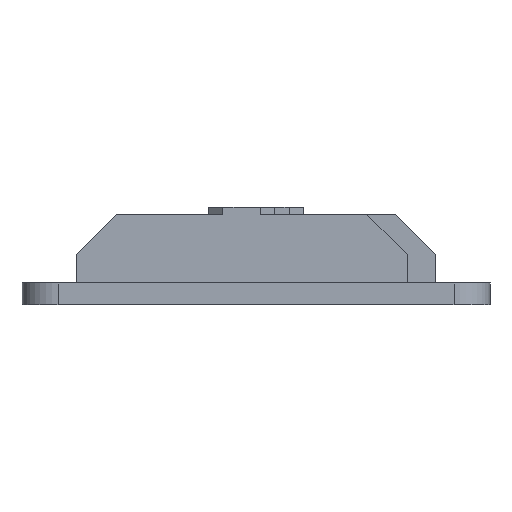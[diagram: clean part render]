
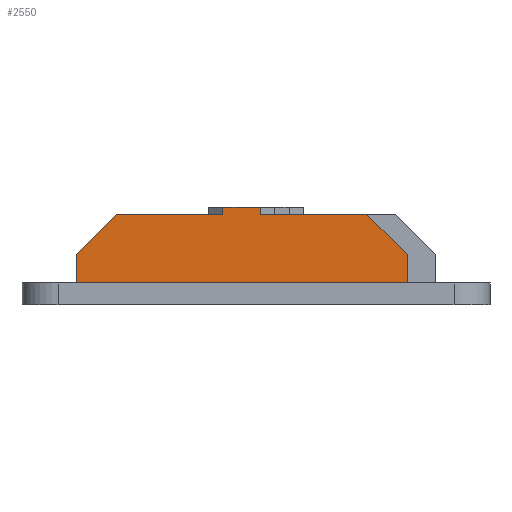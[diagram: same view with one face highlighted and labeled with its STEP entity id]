
A CAD part, front view. The second image highlights one B-rep face of the part: STEP entity #2550.
In plain terms, the highlighted planar face has unit normal (0, -1, 0).
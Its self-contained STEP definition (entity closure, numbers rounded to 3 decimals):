
#152=FACE_OUTER_BOUND('',#293,.T.);
#293=EDGE_LOOP('',(#2059,#2060,#2061,#2062,#2063,#2064,#2065,#2066,#2067,
#2068));
#366=LINE('',#3456,#702);
#426=LINE('',#3575,#762);
#428=LINE('',#3580,#764);
#435=LINE('',#3594,#771);
#474=LINE('',#3674,#810);
#476=LINE('',#3677,#812);
#582=LINE('',#3894,#918);
#583=LINE('',#3896,#919);
#584=LINE('',#3898,#920);
#585=LINE('',#3899,#921);
#702=VECTOR('',#2791,10.);
#762=VECTOR('',#2865,10.);
#764=VECTOR('',#2871,10.);
#771=VECTOR('',#2882,10.);
#810=VECTOR('',#2961,10.);
#812=VECTOR('',#2965,10.);
#918=VECTOR('',#3173,10.);
#919=VECTOR('',#3174,10.);
#920=VECTOR('',#3175,10.);
#921=VECTOR('',#3176,10.);
#1037=VERTEX_POINT('',#3453);
#1038=VERTEX_POINT('',#3455);
#1090=VERTEX_POINT('',#3573);
#1091=VERTEX_POINT('',#3579);
#1095=VERTEX_POINT('',#3591);
#1096=VERTEX_POINT('',#3593);
#1117=VERTEX_POINT('',#3673);
#1177=VERTEX_POINT('',#3893);
#1178=VERTEX_POINT('',#3895);
#1179=VERTEX_POINT('',#3897);
#1274=EDGE_CURVE('',#1038,#1037,#366,.F.);
#1334=EDGE_CURVE('',#1090,#1037,#426,.T.);
#1336=EDGE_CURVE('',#1038,#1091,#428,.T.);
#1343=EDGE_CURVE('',#1095,#1096,#435,.T.);
#1382=EDGE_CURVE('',#1117,#1095,#474,.T.);
#1384=EDGE_CURVE('',#1091,#1117,#476,.T.);
#1490=EDGE_CURVE('',#1177,#1090,#582,.T.);
#1491=EDGE_CURVE('',#1178,#1177,#583,.T.);
#1492=EDGE_CURVE('',#1179,#1178,#584,.T.);
#1493=EDGE_CURVE('',#1096,#1179,#585,.T.);
#2059=ORIENTED_EDGE('',*,*,#1490,.F.);
#2060=ORIENTED_EDGE('',*,*,#1491,.F.);
#2061=ORIENTED_EDGE('',*,*,#1492,.F.);
#2062=ORIENTED_EDGE('',*,*,#1493,.F.);
#2063=ORIENTED_EDGE('',*,*,#1343,.F.);
#2064=ORIENTED_EDGE('',*,*,#1382,.F.);
#2065=ORIENTED_EDGE('',*,*,#1384,.F.);
#2066=ORIENTED_EDGE('',*,*,#1336,.F.);
#2067=ORIENTED_EDGE('',*,*,#1274,.T.);
#2068=ORIENTED_EDGE('',*,*,#1334,.F.);
#2427=PLANE('',#2699);
#2550=ADVANCED_FACE('',(#152),#2427,.F.);
#2699=AXIS2_PLACEMENT_3D('',#3892,#3171,#3172);
#2791=DIRECTION('',(1.,0.,0.));
#2865=DIRECTION('',(0.,0.,1.));
#2871=DIRECTION('',(0.,0.,-1.));
#2882=DIRECTION('',(0.,0.,-1.));
#2961=DIRECTION('',(0.707,0.,-0.707));
#2965=DIRECTION('',(1.,0.,0.));
#3171=DIRECTION('center_axis',(0.,1.,0.));
#3172=DIRECTION('ref_axis',(0.,0.,
-1.));
#3173=DIRECTION('',(1.,0.,0.));
#3174=DIRECTION('',(0.707,0.,0.707));
#3175=DIRECTION('',(0.,0.,1.));
#3176=DIRECTION('',(-1.,0.,0.));
#3453=CARTESIAN_POINT('',(32.9,44.35,13.5));
#3455=CARTESIAN_POINT('',(38.1,44.35,13.5));
#3456=CARTESIAN_POINT('',(24.,44.35,13.5));
#3573=CARTESIAN_POINT('',(32.9,44.35,12.5));
#3575=CARTESIAN_POINT('',(32.9,44.35,8.464));
#3579=CARTESIAN_POINT('',(38.1,44.35,12.5));
#3580=CARTESIAN_POINT('',(38.1,44.35,8.464));
#3591=CARTESIAN_POINT('',(58.5,44.35,6.9));
#3593=CARTESIAN_POINT('',(58.5,44.35,3.));
#3594=CARTESIAN_POINT('',(58.5,44.35,7.139));
#3673=CARTESIAN_POINT('',(52.9,44.35,12.5));
#3674=CARTESIAN_POINT('',(53.056,44.35,12.344));
#3677=CARTESIAN_POINT('',(47.292,44.35,12.5));
#3892=CARTESIAN_POINT('Origin',(24.,44.35,9.978));
#3893=CARTESIAN_POINT('',(18.1,44.35,12.5));
#3894=CARTESIAN_POINT('',(23.707,44.35,12.5));
#3895=CARTESIAN_POINT('',(12.5,44.35,6.9));
#3896=CARTESIAN_POINT('',(17.944,44.35,12.344));
#3897=CARTESIAN_POINT('',(12.5,44.35,3.));
#3898=CARTESIAN_POINT('',(12.5,44.35,7.139));
#3899=CARTESIAN_POINT('',(30.75,44.35,3.));
